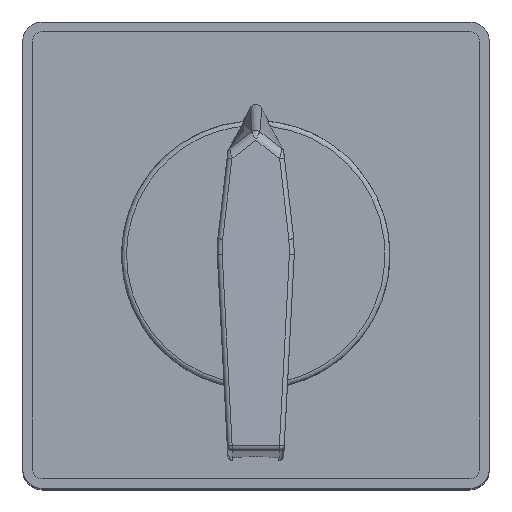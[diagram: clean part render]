
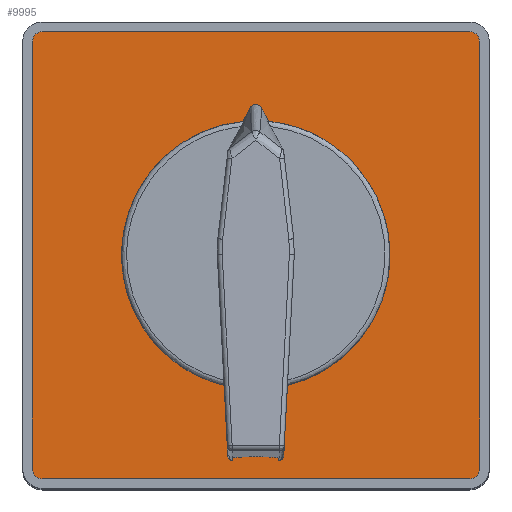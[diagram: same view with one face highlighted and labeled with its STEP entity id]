
A CAD part, top view. The second image highlights one B-rep face of the part: STEP entity #9995.
In plain terms, the highlighted planar face has unit normal (0, 0, 1).
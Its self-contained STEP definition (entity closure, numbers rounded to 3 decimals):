
#211 = CARTESIAN_POINT ( 'NONE',  ( -22., -23., 3.5 ) ) ;
#313 = CARTESIAN_POINT ( 'NONE',  ( 22., -22., 3.5 ) ) ;
#686 = CARTESIAN_POINT ( 'NONE',  ( 23., 22., 3.5 ) ) ;
#736 = ORIENTED_EDGE ( 'NONE', *, *, #11870, .T. ) ;
#760 = CIRCLE ( 'NONE', #15403, 1. ) ;
#994 = CARTESIAN_POINT ( 'NONE',  ( 23., -22., 3.5 ) ) ;
#1086 = EDGE_LOOP ( 'NONE', ( #9101, #16872 ) ) ;
#1580 = CIRCLE ( 'NONE', #8784, 8.15 ) ;
#1593 = AXIS2_PLACEMENT_3D ( 'NONE', #5016, #11646, #6322 ) ;
#2191 = EDGE_CURVE ( 'NONE', #7947, #16069, #1580, .T. ) ;
#2307 = EDGE_CURVE ( 'NONE', #3484, #7213, #760, .T. ) ;
#2308 = DIRECTION ( 'NONE',  ( 0., 0., 1. ) ) ;
#2419 = EDGE_CURVE ( 'NONE', #9008, #12368, #14651, .T. ) ;
#2591 = CARTESIAN_POINT ( 'NONE',  ( 23., -22., 3.5 ) ) ;
#2784 = ORIENTED_EDGE ( 'NONE', *, *, #9261, .T. ) ;
#2969 = AXIS2_PLACEMENT_3D ( 'NONE', #11577, #8835, #10036 ) ;
#3350 = DIRECTION ( 'NONE',  ( 1., 0., 0. ) ) ;
#3484 = VERTEX_POINT ( 'NONE', #686 ) ;
#3717 = DIRECTION ( 'NONE',  ( 0., -1., 0. ) ) ;
#3905 = FACE_BOUND ( 'NONE', #1086, .T. ) ;
#3989 = EDGE_CURVE ( 'NONE', #16069, #7947, #14288, .T. ) ;
#4075 = VECTOR ( 'NONE', #3717, 1000. ) ;
#4357 = VECTOR ( 'NONE', #7707, 1000. ) ;
#5016 = CARTESIAN_POINT ( 'NONE',  ( 0., 0., 3.5 ) ) ;
#5241 = EDGE_CURVE ( 'NONE', #9451, #3484, #15637, .T. ) ;
#5686 = CARTESIAN_POINT ( 'NONE',  ( -22., -22., 3.5 ) ) ;
#5838 = VERTEX_POINT ( 'NONE', #12494 ) ;
#6001 = CARTESIAN_POINT ( 'NONE',  ( -22., 23., 3.5 ) ) ;
#6171 = CARTESIAN_POINT ( 'NONE',  ( -23., 22., 3.5 ) ) ;
#6191 = AXIS2_PLACEMENT_3D ( 'NONE', #5686, #10931, #11023 ) ;
#6241 = CARTESIAN_POINT ( 'NONE',  ( 8.15, 0., 3.5 ) ) ;
#6322 = DIRECTION ( 'NONE',  ( 1., 0., 0. ) ) ;
#6609 = PLANE ( 'NONE',  #7178 ) ;
#6689 = VERTEX_POINT ( 'NONE', #6001 ) ;
#7081 = DIRECTION ( 'NONE',  ( 1., 0., 0. ) ) ;
#7178 = AXIS2_PLACEMENT_3D ( 'NONE', #7809, #7889, #12902 ) ;
#7213 = VERTEX_POINT ( 'NONE', #14079 ) ;
#7707 = DIRECTION ( 'NONE',  ( 0., 1., 0. ) ) ;
#7715 = LINE ( 'NONE', #6171, #4075 ) ;
#7723 = VERTEX_POINT ( 'NONE', #13010 ) ;
#7809 = CARTESIAN_POINT ( 'NONE',  ( 22., 22., 3.5 ) ) ;
#7889 = DIRECTION ( 'NONE',  ( 0., 0., 1. ) ) ;
#7894 = ORIENTED_EDGE ( 'NONE', *, *, #15529, .T. ) ;
#7947 = VERTEX_POINT ( 'NONE', #13351 ) ;
#8375 = DIRECTION ( 'NONE',  ( 0., 0., 1. ) ) ;
#8546 = CARTESIAN_POINT ( 'NONE',  ( 0., 0., 3.5 ) ) ;
#8698 = ORIENTED_EDGE ( 'NONE', *, *, #11050, .T. ) ;
#8756 = ORIENTED_EDGE ( 'NONE', *, *, #12697, .T. ) ;
#8784 = AXIS2_PLACEMENT_3D ( 'NONE', #8546, #12329, #3350 ) ;
#8835 = DIRECTION ( 'NONE',  ( 0., 0., 1. ) ) ;
#9008 = VERTEX_POINT ( 'NONE', #12854 ) ;
#9068 = AXIS2_PLACEMENT_3D ( 'NONE', #313, #8375, #7081 ) ;
#9101 = ORIENTED_EDGE ( 'NONE', *, *, #2191, .F. ) ;
#9261 = EDGE_CURVE ( 'NONE', #7723, #9008, #13332, .T. ) ;
#9451 = VERTEX_POINT ( 'NONE', #994 ) ;
#9995 = ADVANCED_FACE ( 'NONE', ( #14452, #3905 ), #6609, .T. ) ;
#10036 = DIRECTION ( 'NONE',  ( 1., 0., 0. ) ) ;
#10317 = ORIENTED_EDGE ( 'NONE', *, *, #5241, .T. ) ;
#10901 = DIRECTION ( 'NONE',  ( -1., 0., 0. ) ) ;
#10931 = DIRECTION ( 'NONE',  ( 0., 0., 1. ) ) ;
#10966 = CIRCLE ( 'NONE', #2969, 1. ) ;
#11023 = DIRECTION ( 'NONE',  ( 1., 0., 0. ) ) ;
#11050 = EDGE_CURVE ( 'NONE', #6689, #5838, #10966, .T. ) ;
#11086 = ORIENTED_EDGE ( 'NONE', *, *, #2419, .T. ) ;
#11537 = CIRCLE ( 'NONE', #9068, 1. ) ;
#11545 = DIRECTION ( 'NONE',  ( 1., 0., 0. ) ) ;
#11577 = CARTESIAN_POINT ( 'NONE',  ( -22., 22., 3.5 ) ) ;
#11646 = DIRECTION ( 'NONE',  ( 0., 0., 1. ) ) ;
#11797 = DIRECTION ( 'NONE',  ( 1., 0., 0. ) ) ;
#11870 = EDGE_CURVE ( 'NONE', #5838, #7723, #7715, .T. ) ;
#12329 = DIRECTION ( 'NONE',  ( 0., 0., 1. ) ) ;
#12339 = VECTOR ( 'NONE', #11797, 1000. ) ;
#12368 = VERTEX_POINT ( 'NONE', #13982 ) ;
#12494 = CARTESIAN_POINT ( 'NONE',  ( -23., 22., 3.5 ) ) ;
#12697 = EDGE_CURVE ( 'NONE', #12368, #9451, #11537, .T. ) ;
#12854 = CARTESIAN_POINT ( 'NONE',  ( -22., -23., 3.5 ) ) ;
#12902 = DIRECTION ( 'NONE',  ( 1., 0., 0. ) ) ;
#13010 = CARTESIAN_POINT ( 'NONE',  ( -23., -22., 3.5 ) ) ;
#13332 = CIRCLE ( 'NONE', #6191, 1. ) ;
#13351 = CARTESIAN_POINT ( 'NONE',  ( -8.15, 0., 3.5 ) ) ;
#13404 = CARTESIAN_POINT ( 'NONE',  ( 22., 23., 3.5 ) ) ;
#13982 = CARTESIAN_POINT ( 'NONE',  ( 22., -23., 3.5 ) ) ;
#14079 = CARTESIAN_POINT ( 'NONE',  ( 22., 23., 3.5 ) ) ;
#14132 = CARTESIAN_POINT ( 'NONE',  ( 22., 22., 3.5 ) ) ;
#14288 = CIRCLE ( 'NONE', #1593, 8.15 ) ;
#14452 = FACE_OUTER_BOUND ( 'NONE', #15258, .T. ) ;
#14651 = LINE ( 'NONE', #211, #12339 ) ;
#15083 = ORIENTED_EDGE ( 'NONE', *, *, #2307, .T. ) ;
#15258 = EDGE_LOOP ( 'NONE', ( #15083, #7894, #8698, #736, #2784, #11086, #8756, #10317 ) ) ;
#15403 = AXIS2_PLACEMENT_3D ( 'NONE', #14132, #2308, #11545 ) ;
#15529 = EDGE_CURVE ( 'NONE', #7213, #6689, #16367, .T. ) ;
#15637 = LINE ( 'NONE', #2591, #4357 ) ;
#16069 = VERTEX_POINT ( 'NONE', #6241 ) ;
#16367 = LINE ( 'NONE', #13404, #16591 ) ;
#16591 = VECTOR ( 'NONE', #10901, 1000. ) ;
#16872 = ORIENTED_EDGE ( 'NONE', *, *, #3989, .F. ) ;
